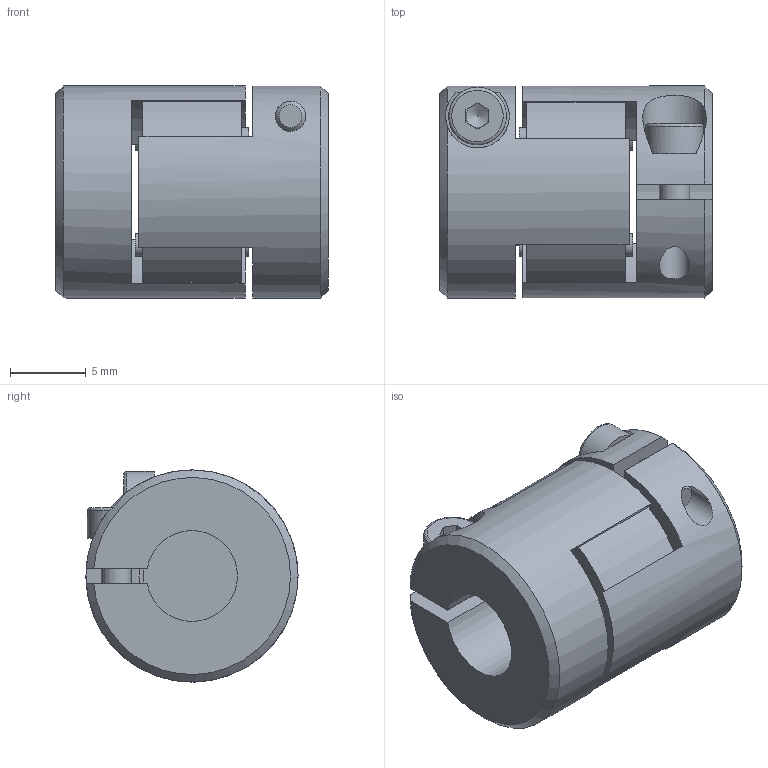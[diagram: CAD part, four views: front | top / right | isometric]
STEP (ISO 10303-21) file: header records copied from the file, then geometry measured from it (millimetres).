
FILE_DESCRIPTION(/* description */ ('STEP AP203'),/* implementation_level */ '2;1');
FILE_NAME(/* name */ 'KBE2C-7-6-6',/* time_stamp */ '2023-06-19T11:17:10+02:00',/* author */ ('License CC BY-ND 4.0'),/* organization */ ('CADENAS'),/* preprocessor_version */ 'ST-DEVELOPER v19.3',/* originating_system */ 'PARTsolutions',/* authorisation */ ' ');
FILE_SCHEMA (('CONFIG_CONTROL_DESIGN'));
Length unit declared in the file: millimetre
Products named in the file (1): KBE2C-7-6-6
Bounding box: 18 x 14 x 14 mm (x, y, z)
Volume: 2225.2 mm3; surface area: 2126 mm2
Topology: 1 solids, 1 shells, 100 faces, 275 edges, 179 vertices
Faces by surface type: cylinder 50, plane 42, cone 6, torus 2
Full cylindrical faces by diameter (mm): 1.5 x4, 2 x4, 2.2 x2, 3.8 x2
Entity records: 3880 total; most frequent: CARTESIAN_POINT 599, DIRECTION 572, ORIENTED_EDGE 500, EDGE_CURVE 250, AXIS2_PLACEMENT_3D 233, VERTEX_POINT 174, FACE_BOUND 134, CIRCLE 132
